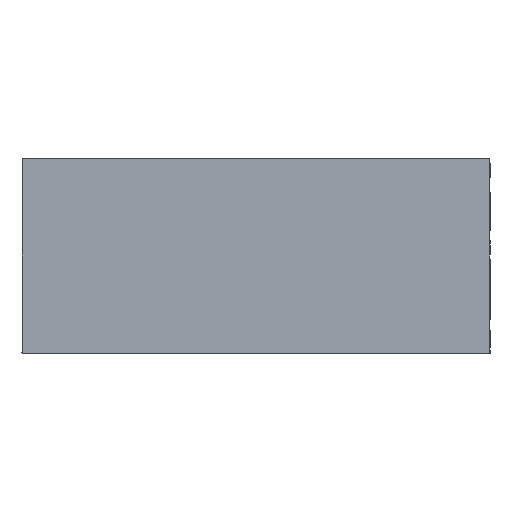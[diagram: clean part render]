
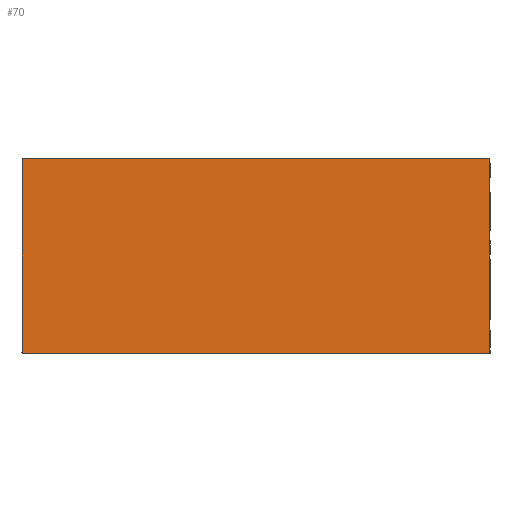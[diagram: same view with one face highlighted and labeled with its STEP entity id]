
A CAD part, front view. The second image highlights one B-rep face of the part: STEP entity #70.
In plain terms, the highlighted planar face has unit normal (0, -1, 0).
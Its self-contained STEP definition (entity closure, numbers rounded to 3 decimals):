
#13=B_SPLINE_CURVE_WITH_KNOTS('',1,(#945,#946),.UNSPECIFIED.,.F.,.F.,(2,
2),(0.,24.),.UNSPECIFIED.);
#17=B_SPLINE_CURVE_WITH_KNOTS('',1,(#953,#954),.UNSPECIFIED.,.F.,.F.,(2,
2),(24.,34.),.UNSPECIFIED.);
#20=B_SPLINE_CURVE_WITH_KNOTS('',1,(#959,#960),.UNSPECIFIED.,.F.,.F.,(2,
2),(34.,58.),.UNSPECIFIED.);
#22=B_SPLINE_CURVE_WITH_KNOTS('',1,(#963,#964),.UNSPECIFIED.,.F.,.F.,(2,
2),(58.,68.),.UNSPECIFIED.);
#70=ADVANCED_FACE('',(#100),#472,.T.);
#100=FACE_OUTER_BOUND('',#138,.T.);
#138=EDGE_LOOP('',(#279,#280,#281,#282));
#279=ORIENTED_EDGE('',*,*,#345,.T.);
#280=ORIENTED_EDGE('',*,*,#349,.T.);
#281=ORIENTED_EDGE('',*,*,#352,.T.);
#282=ORIENTED_EDGE('',*,*,#354,.T.);
#345=EDGE_CURVE('',#458,#457,#13,.T.);
#349=EDGE_CURVE('',#457,#460,#17,.T.);
#352=EDGE_CURVE('',#460,#462,#20,.T.);
#354=EDGE_CURVE('',#462,#458,#22,.T.);
#457=VERTEX_POINT('',#935);
#458=VERTEX_POINT('',#936);
#460=VERTEX_POINT('',#938);
#462=VERTEX_POINT('',#940);
#472=PLANE('',#522);
#522=AXIS2_PLACEMENT_3D('',#932,#535,$);
#535=DIRECTION('',(0.,-1.,0.));
#932=CARTESIAN_POINT('',(-12.,0.,10.));
#935=CARTESIAN_POINT('',(12.,0.,0.));
#936=CARTESIAN_POINT('',(-12.,0.,0.));
#938=CARTESIAN_POINT('',(12.,0.,10.));
#940=CARTESIAN_POINT('',(-12.,0.,10.));
#945=CARTESIAN_POINT('',(-12.,0.,0.));
#946=CARTESIAN_POINT('',(12.,0.,0.));
#953=CARTESIAN_POINT('',(12.,0.,0.));
#954=CARTESIAN_POINT('',(12.,0.,10.));
#959=CARTESIAN_POINT('',(12.,0.,10.));
#960=CARTESIAN_POINT('',(-12.,0.,10.));
#963=CARTESIAN_POINT('',(-12.,0.,10.));
#964=CARTESIAN_POINT('',(-12.,0.,0.));
